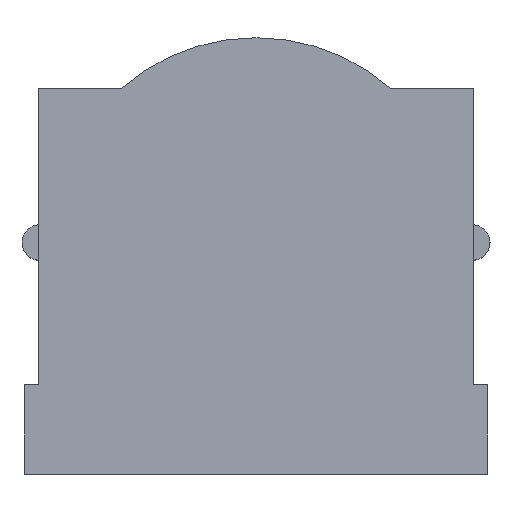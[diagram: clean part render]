
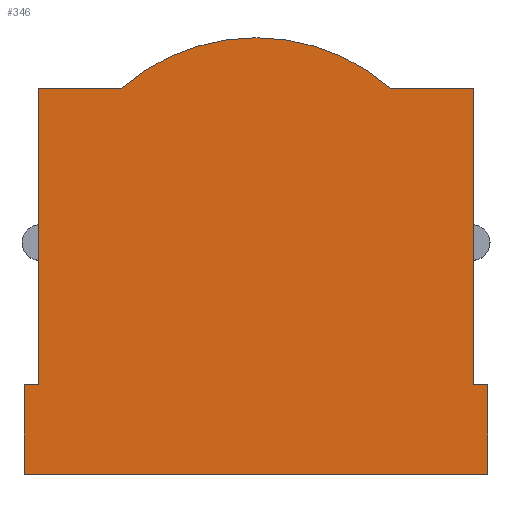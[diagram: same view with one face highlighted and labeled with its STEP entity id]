
A CAD part, top view. The second image highlights one B-rep face of the part: STEP entity #346.
In plain terms, the highlighted planar face has unit normal (0, 0, 1).
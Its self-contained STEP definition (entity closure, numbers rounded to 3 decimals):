
#123 = EDGE_CURVE('',#124,#126,#128,.T.);
#124 = VERTEX_POINT('',#125);
#125 = CARTESIAN_POINT('',(0.,11.619,7.56));
#126 = VERTEX_POINT('',#127);
#127 = CARTESIAN_POINT('',(-7.69,8.724,7.56));
#128 = CIRCLE('',#129,11.659);
#129 = AXIS2_PLACEMENT_3D('',#130,#131,#132);
#130 = CARTESIAN_POINT('',(0.,-0.039,7.56));
#131 = DIRECTION('',(0.,0.,1.));
#132 = DIRECTION('',(0.,-1.,0.));
#168 = VERTEX_POINT('',#169);
#169 = CARTESIAN_POINT('',(12.421,-8.167,7.56));
#196 = VERTEX_POINT('',#197);
#197 = CARTESIAN_POINT('',(12.421,8.724,7.56));
#203 = EDGE_CURVE('',#168,#196,#204,.T.);
#204 = LINE('',#205,#206);
#205 = CARTESIAN_POINT('',(12.421,-8.802,7.56));
#206 = VECTOR('',#207,1.);
#207 = DIRECTION('',(0.,1.,0.));
#218 = VERTEX_POINT('',#219);
#219 = CARTESIAN_POINT('',(-12.421,-8.167,7.56));
#227 = EDGE_CURVE('',#228,#218,#230,.T.);
#228 = VERTEX_POINT('',#229);
#229 = CARTESIAN_POINT('',(-12.421,8.724,7.56));
#230 = LINE('',#231,#232);
#231 = CARTESIAN_POINT('',(-12.421,-8.802,7.56));
#232 = VECTOR('',#233,1.);
#233 = DIRECTION('',(0.,-1.,0.));
#282 = VERTEX_POINT('',#283);
#283 = CARTESIAN_POINT('',(7.69,8.724,7.56));
#289 = EDGE_CURVE('',#196,#282,#290,.T.);
#290 = LINE('',#291,#292);
#291 = CARTESIAN_POINT('',(7.69,8.724,7.56));
#292 = VECTOR('',#293,1.);
#293 = DIRECTION('',(-1.,0.,0.));
#305 = EDGE_CURVE('',#282,#124,#306,.T.);
#306 = CIRCLE('',#307,11.659);
#307 = AXIS2_PLACEMENT_3D('',#308,#309,#310);
#308 = CARTESIAN_POINT('',(0.,-0.039,7.56));
#309 = DIRECTION('',(0.,0.,1.));
#310 = DIRECTION('',(0.,-1.,0.));
#335 = EDGE_CURVE('',#126,#228,#336,.T.);
#336 = LINE('',#337,#338);
#337 = CARTESIAN_POINT('',(-12.421,8.724,7.56));
#338 = VECTOR('',#339,1.);
#339 = DIRECTION('',(-1.,0.,0.));
#346 = ADVANCED_FACE('',(#347),#393,.T.);
#347 = FACE_BOUND('',#348,.T.);
#348 = EDGE_LOOP('',(#349,#357,#358,#359,#360,#361,#362,#363,#371,#379,
    #387));
#349 = ORIENTED_EDGE('',*,*,#350,.T.);
#350 = EDGE_CURVE('',#351,#168,#353,.T.);
#351 = VERTEX_POINT('',#352);
#352 = CARTESIAN_POINT('',(13.221,-8.167,7.56));
#353 = LINE('',#354,#355);
#354 = CARTESIAN_POINT('',(-13.221,-8.167,7.56));
#355 = VECTOR('',#356,1.);
#356 = DIRECTION('',(-1.,0.,0.));
#357 = ORIENTED_EDGE('',*,*,#203,.T.);
#358 = ORIENTED_EDGE('',*,*,#289,.T.);
#359 = ORIENTED_EDGE('',*,*,#305,.T.);
#360 = ORIENTED_EDGE('',*,*,#123,.T.);
#361 = ORIENTED_EDGE('',*,*,#335,.T.);
#362 = ORIENTED_EDGE('',*,*,#227,.T.);
#363 = ORIENTED_EDGE('',*,*,#364,.T.);
#364 = EDGE_CURVE('',#218,#365,#367,.T.);
#365 = VERTEX_POINT('',#366);
#366 = CARTESIAN_POINT('',(-13.221,-8.167,7.56));
#367 = LINE('',#368,#369);
#368 = CARTESIAN_POINT('',(-13.221,-8.167,7.56));
#369 = VECTOR('',#370,1.);
#370 = DIRECTION('',(-1.,0.,0.));
#371 = ORIENTED_EDGE('',*,*,#372,.T.);
#372 = EDGE_CURVE('',#365,#373,#375,.T.);
#373 = VERTEX_POINT('',#374);
#374 = CARTESIAN_POINT('',(-13.221,-13.247,7.56));
#375 = LINE('',#376,#377);
#376 = CARTESIAN_POINT('',(-13.221,-8.167,7.56));
#377 = VECTOR('',#378,1.);
#378 = DIRECTION('',(0.,-1.,0.));
#379 = ORIENTED_EDGE('',*,*,#380,.T.);
#380 = EDGE_CURVE('',#373,#381,#383,.T.);
#381 = VERTEX_POINT('',#382);
#382 = CARTESIAN_POINT('',(13.221,-13.247,7.56));
#383 = LINE('',#384,#385);
#384 = CARTESIAN_POINT('',(-13.221,-13.247,7.56));
#385 = VECTOR('',#386,1.);
#386 = DIRECTION('',(1.,0.,0.));
#387 = ORIENTED_EDGE('',*,*,#388,.T.);
#388 = EDGE_CURVE('',#381,#351,#389,.T.);
#389 = LINE('',#390,#391);
#390 = CARTESIAN_POINT('',(13.221,-8.167,7.56));
#391 = VECTOR('',#392,1.);
#392 = DIRECTION('',(0.,1.,0.));
#393 = PLANE('',#394);
#394 = AXIS2_PLACEMENT_3D('',#395,#396,#397);
#395 = CARTESIAN_POINT('',(0.,-0.039,7.56));
#396 = DIRECTION('',(0.,0.,1.));
#397 = DIRECTION('',(0.,-1.,0.));
